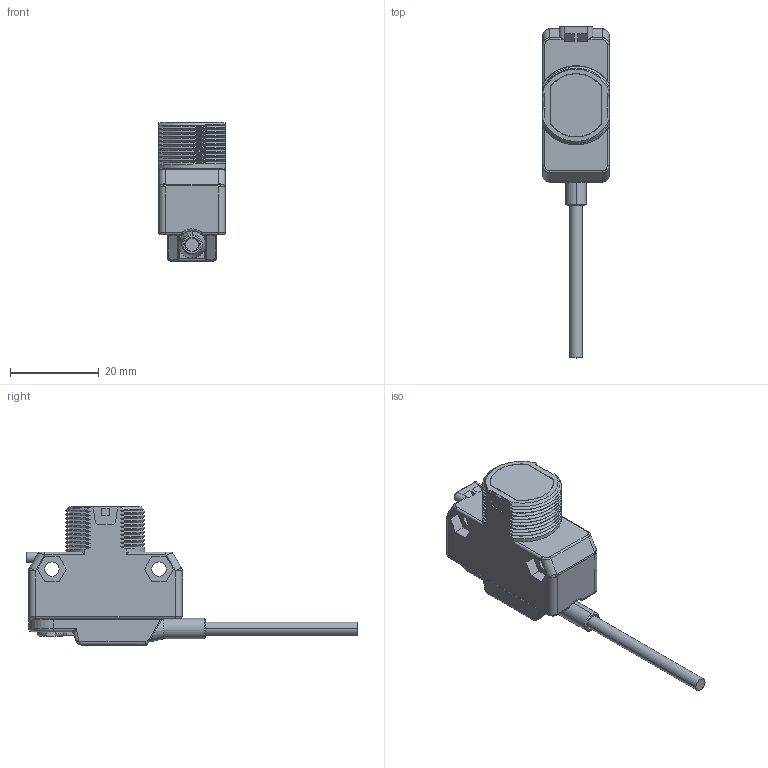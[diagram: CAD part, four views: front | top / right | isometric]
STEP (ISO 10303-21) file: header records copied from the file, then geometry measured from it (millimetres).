
FILE_DESCRIPTION((''),'2;1');
FILE_NAME('139452_SW','2008-05-07T',('banengservice'),('BANNER ENGINEERING'),'PRO/ENGINEER BY PARAMETRIC TECHNOLOGY CORPORATION, 2006170','PRO/ENGINEER BY PARAMETRIC TECHNOLOGY CORPORATION, 2006170','');
FILE_SCHEMA(('CONFIG_CONTROL_DESIGN'));
Length unit declared in the file: inch
Products named in the file (1): 139452_SW
Bounding box: 15 x 74.71 x 31.1 mm (x, y, z)
Volume: 6206.9 mm3; surface area: 8817.8 mm2
Topology: 2 solids, 2 shells, 896 faces, 2263 edges, 1407 vertices
Faces by surface type: plane 404, cylinder 280, bspline 100, torus 69, cone 29, sphere 14
Entity records: 33064 total; most frequent: CARTESIAN_POINT 12074, ORIENTED_EDGE 4522, DIRECTION 4143, EDGE_CURVE 2261, AXIS2_PLACEMENT_3D 1430, VERTEX_POINT 1407, VECTOR 1283, LINE 1283
